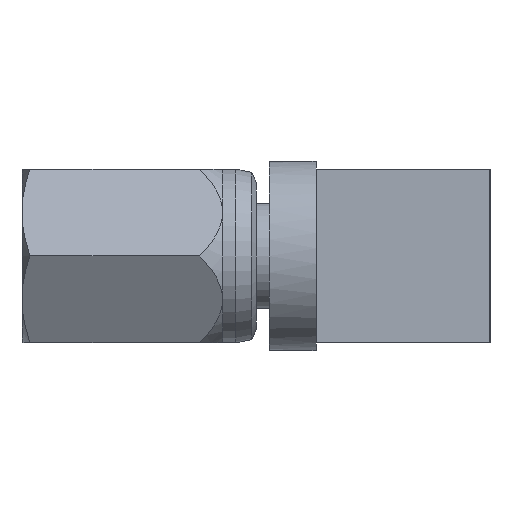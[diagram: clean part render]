
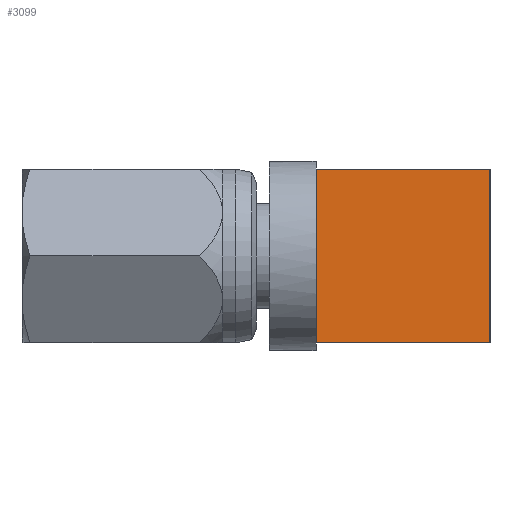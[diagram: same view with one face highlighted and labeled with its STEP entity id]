
A CAD part, left-side view. The second image highlights one B-rep face of the part: STEP entity #3099.
In plain terms, the highlighted face is planar.
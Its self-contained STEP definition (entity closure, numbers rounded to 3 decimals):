
#153 = VERTEX_POINT ( 'NONE', #1877 ) ;
#250 = VECTOR ( 'NONE', #1716, 1000. ) ;
#312 = CARTESIAN_POINT ( 'NONE',  ( 1.981, 1.981, -4.413 ) ) ;
#401 = DIRECTION ( 'NONE',  ( 0., -1., 0. ) ) ;
#412 = ORIENTED_EDGE ( 'NONE', *, *, #3638, .T. ) ;
#414 = CARTESIAN_POINT ( 'NONE',  ( -1.981, 1.981, -8.375 ) ) ;
#445 = ORIENTED_EDGE ( 'NONE', *, *, #3104, .T. ) ;
#450 = PLANE ( 'NONE',  #781 ) ;
#474 = LINE ( 'NONE', #1059, #880 ) ;
#486 = CARTESIAN_POINT ( 'NONE',  ( -1.981, 1.981, -4.413 ) ) ;
#518 = EDGE_CURVE ( 'NONE', #2554, #1614, #1344, .T. ) ;
#553 = DIRECTION ( 'NONE',  ( 0., 0., 1. ) ) ;
#781 = AXIS2_PLACEMENT_3D ( 'NONE', #3545, #401, #2456 ) ;
#797 = VERTEX_POINT ( 'NONE', #486 ) ;
#820 = EDGE_LOOP ( 'NONE', ( #412, #2280, #3696, #1411, #2104, #445 ) ) ;
#880 = VECTOR ( 'NONE', #2440, 1000. ) ;
#917 = FACE_OUTER_BOUND ( 'NONE', #820, .T. ) ;
#1059 = CARTESIAN_POINT ( 'NONE',  ( 1.981, 1.981, -4.413 ) ) ;
#1307 = CARTESIAN_POINT ( 'NONE',  ( 1.981, 1.981, -4.413 ) ) ;
#1344 = LINE ( 'NONE', #312, #250 ) ;
#1411 = ORIENTED_EDGE ( 'NONE', *, *, #518, .F. ) ;
#1437 = CARTESIAN_POINT ( 'NONE',  ( 1.981, 1.981, -4.413 ) ) ;
#1597 = LINE ( 'NONE', #3100, #2174 ) ;
#1614 = VERTEX_POINT ( 'NONE', #1639 ) ;
#1639 = CARTESIAN_POINT ( 'NONE',  ( 0.858, 1.981, -4.413 ) ) ;
#1697 = VECTOR ( 'NONE', #2019, 1000. ) ;
#1716 = DIRECTION ( 'NONE',  ( -1., 0., 0. ) ) ;
#1770 = VECTOR ( 'NONE', #2748, 1000. ) ;
#1850 = DIRECTION ( 'NONE',  ( 0., 0., 1. ) ) ;
#1877 = CARTESIAN_POINT ( 'NONE',  ( -0.858, 1.981, -4.413 ) ) ;
#2019 = DIRECTION ( 'NONE',  ( -1., 0., 0. ) ) ;
#2104 = ORIENTED_EDGE ( 'NONE', *, *, #2745, .F. ) ;
#2174 = VECTOR ( 'NONE', #553, 1000. ) ;
#2280 = ORIENTED_EDGE ( 'NONE', *, *, #3057, .F. ) ;
#2351 = VERTEX_POINT ( 'NONE', #414 ) ;
#2440 = DIRECTION ( 'NONE',  ( -1., 0., 0. ) ) ;
#2456 = DIRECTION ( 'NONE',  ( 0., 0., -1. ) ) ;
#2474 = EDGE_CURVE ( 'NONE', #1614, #153, #474, .T. ) ;
#2538 = LINE ( 'NONE', #1437, #1697 ) ;
#2554 = VERTEX_POINT ( 'NONE', #1307 ) ;
#2718 = CARTESIAN_POINT ( 'NONE',  ( 1.981, 1.981, -8.375 ) ) ;
#2745 = EDGE_CURVE ( 'NONE', #3081, #2554, #2925, .T. ) ;
#2748 = DIRECTION ( 'NONE',  ( -1., 0., 0. ) ) ;
#2925 = LINE ( 'NONE', #3564, #3200 ) ;
#3057 = EDGE_CURVE ( 'NONE', #153, #797, #2538, .T. ) ;
#3081 = VERTEX_POINT ( 'NONE', #3457 ) ;
#3099 = ADVANCED_FACE ( 'NONE', ( #917 ), #450, .F. ) ;
#3100 = CARTESIAN_POINT ( 'NONE',  ( -1.981, 1.981, -4.413 ) ) ;
#3104 = EDGE_CURVE ( 'NONE', #3081, #2351, #3379, .T. ) ;
#3200 = VECTOR ( 'NONE', #1850, 1000. ) ;
#3379 = LINE ( 'NONE', #2718, #1770 ) ;
#3457 = CARTESIAN_POINT ( 'NONE',  ( 1.981, 1.981, -8.375 ) ) ;
#3545 = CARTESIAN_POINT ( 'NONE',  ( 1.981, 1.981, -4.413 ) ) ;
#3564 = CARTESIAN_POINT ( 'NONE',  ( 1.981, 1.981, -4.413 ) ) ;
#3638 = EDGE_CURVE ( 'NONE', #2351, #797, #1597, .T. ) ;
#3696 = ORIENTED_EDGE ( 'NONE', *, *, #2474, .F. ) ;
